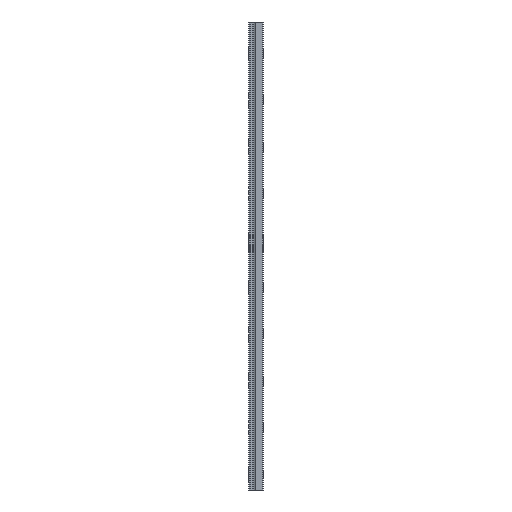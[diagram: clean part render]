
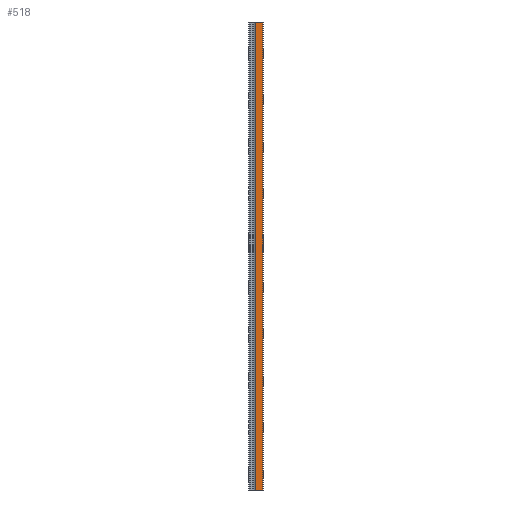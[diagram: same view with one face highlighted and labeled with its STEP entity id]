
A CAD part, left-side view. The second image highlights one B-rep face of the part: STEP entity #518.
In plain terms, the highlighted planar face has unit normal (-1, 0, 0).
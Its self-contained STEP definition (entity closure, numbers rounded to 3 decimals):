
#504 = CARTESIAN_POINT ( 'NONE',  ( -3.5, -2.2, 150. ) ) ;
#518 = ADVANCED_FACE ( 'NONE', ( #1758 ), #3054, .F. ) ;
#579 = VERTEX_POINT ( 'NONE', #504 ) ;
#1064 = EDGE_CURVE ( 'NONE', #579, #1741, #2548, .T. ) ;
#1090 = VERTEX_POINT ( 'NONE', #2865 ) ;
#1213 = DIRECTION ( 'NONE',  ( 1., 0., 0. ) ) ;
#1411 = VERTEX_POINT ( 'NONE', #1663 ) ;
#1444 = VECTOR ( 'NONE', #1558, 1000. ) ;
#1502 = DIRECTION ( 'NONE',  ( 0., 1., 0. ) ) ;
#1558 = DIRECTION ( 'NONE',  ( 0., 0., -1. ) ) ;
#1601 = CARTESIAN_POINT ( 'NONE',  ( -3.5, -2.2, 150. ) ) ;
#1643 = DIRECTION ( 'NONE',  ( 0., -1., 0. ) ) ;
#1663 = CARTESIAN_POINT ( 'NONE',  ( -3.5, 0.106, 0. ) ) ;
#1682 = VECTOR ( 'NONE', #2088, 1000. ) ;
#1685 = ORIENTED_EDGE ( 'NONE', *, *, #1816, .T. ) ;
#1690 = CARTESIAN_POINT ( 'NONE',  ( -3.5, -2.2, 0. ) ) ;
#1741 = VERTEX_POINT ( 'NONE', #1921 ) ;
#1758 = FACE_OUTER_BOUND ( 'NONE', #2873, .T. ) ;
#1780 = VECTOR ( 'NONE', #1643, 1000. ) ;
#1805 = ORIENTED_EDGE ( 'NONE', *, *, #2777, .F. ) ;
#1816 = EDGE_CURVE ( 'NONE', #1411, #1741, #2934, .T. ) ;
#1853 = LINE ( 'NONE', #1601, #1682 ) ;
#1921 = CARTESIAN_POINT ( 'NONE',  ( -3.5, -2.2, 0. ) ) ;
#2082 = LINE ( 'NONE', #2628, #1444 ) ;
#2088 = DIRECTION ( 'NONE',  ( 0., -1., 0. ) ) ;
#2208 = EDGE_CURVE ( 'NONE', #1090, #1411, #2082, .T. ) ;
#2255 = VECTOR ( 'NONE', #2568, 1000. ) ;
#2278 = ORIENTED_EDGE ( 'NONE', *, *, #1064, .F. ) ;
#2375 = CARTESIAN_POINT ( 'NONE',  ( -3.5, -2.2, 150. ) ) ;
#2392 = AXIS2_PLACEMENT_3D ( 'NONE', #2765, #1213, #1502 ) ;
#2548 = LINE ( 'NONE', #2375, #2255 ) ;
#2568 = DIRECTION ( 'NONE',  ( 0., 0., -1. ) ) ;
#2628 = CARTESIAN_POINT ( 'NONE',  ( -3.5, 0.106, 150. ) ) ;
#2765 = CARTESIAN_POINT ( 'NONE',  ( -3.5, -2.2, 150. ) ) ;
#2777 = EDGE_CURVE ( 'NONE', #1090, #579, #1853, .T. ) ;
#2865 = CARTESIAN_POINT ( 'NONE',  ( -3.5, 0.106, 150. ) ) ;
#2873 = EDGE_LOOP ( 'NONE', ( #1685, #2278, #1805, #3260 ) ) ;
#2934 = LINE ( 'NONE', #1690, #1780 ) ;
#3054 = PLANE ( 'NONE',  #2392 ) ;
#3260 = ORIENTED_EDGE ( 'NONE', *, *, #2208, .T. ) ;
